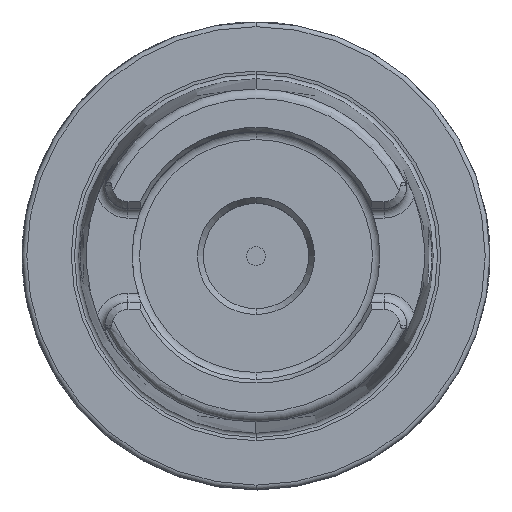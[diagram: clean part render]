
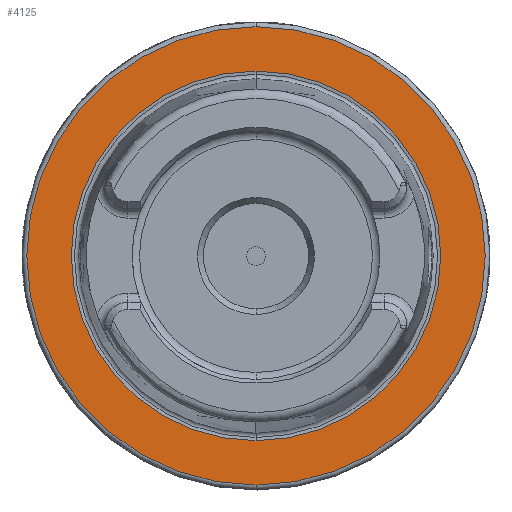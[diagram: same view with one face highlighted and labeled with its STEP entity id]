
A CAD part, top view. The second image highlights one B-rep face of the part: STEP entity #4125.
In plain terms, the highlighted planar face has unit normal (0, 0, 1).
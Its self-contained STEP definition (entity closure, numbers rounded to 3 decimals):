
#1122=CARTESIAN_POINT('',(0,0,29));
#1123=DIRECTION('',(0,0,1));
#1124=DIRECTION('',(0,1,0));
#1125=AXIS2_PLACEMENT_3D('',#1122,#1123,#1124);
#1127=CARTESIAN_POINT('',(0,0,29));
#1128=DIRECTION('',(0,0,-1));
#1129=DIRECTION('',(0,1,0));
#1130=AXIS2_PLACEMENT_3D('',#1127,#1128,#1129);
#1132=CARTESIAN_POINT('',(0,0,29));
#1133=DIRECTION('',(0,0,1));
#1134=DIRECTION('',(0,1,0));
#1135=AXIS2_PLACEMENT_3D('',#1132,#1133,#1134);
#1137=CARTESIAN_POINT('',(0,0,29));
#1138=DIRECTION('',(0,0,1));
#1139=DIRECTION('',(0,-1,0));
#1140=AXIS2_PLACEMENT_3D('',#1137,#1138,#1139);
#2701=CARTESIAN_POINT('',(0,39.499,29));
#2703=VERTEX_POINT('',#2701);
#2737=CARTESIAN_POINT('',(0,-39.499,29));
#2739=VERTEX_POINT('',#2737);
#2749=CARTESIAN_POINT('',(0,49,29));
#2750=CARTESIAN_POINT('',(0.,-49,29));
#2751=VERTEX_POINT('',#2749);
#2752=VERTEX_POINT('',#2750);
#4110=CARTESIAN_POINT('',(0,0,29));
#4111=DIRECTION('',(0,0,-1));
#4112=DIRECTION('',(0,-1,0));
#4113=AXIS2_PLACEMENT_3D('',#4110,#4111,#4112);
#4114=PLANE('',#4113);
#4116=ORIENTED_EDGE('',*,*,#4115,.F.);
#4118=ORIENTED_EDGE('',*,*,#4117,.F.);
#4119=EDGE_LOOP('',(#4116,#4118));
#4120=FACE_OUTER_BOUND('',#4119,.F.);
#4121=ORIENTED_EDGE('',*,*,#4092,.T.);
#4122=ORIENTED_EDGE('',*,*,#4103,.F.);
#4123=EDGE_LOOP('',(#4121,#4122));
#4124=FACE_BOUND('',#4123,.F.);
#4125=ADVANCED_FACE('',(#4120,#4124),#4114,.F.);
#1126=CIRCLE('',#1125,39.499);
#1131=CIRCLE('',#1130,39.499);
#1136=CIRCLE('',#1135,49);
#1141=CIRCLE('',#1140,49);
#4092=EDGE_CURVE('',#2703,#2739,#1126,.T.);
#4103=EDGE_CURVE('',#2703,#2739,#1131,.T.);
#4115=EDGE_CURVE('',#2751,#2752,#1136,.T.);
#4117=EDGE_CURVE('',#2752,#2751,#1141,.T.);
